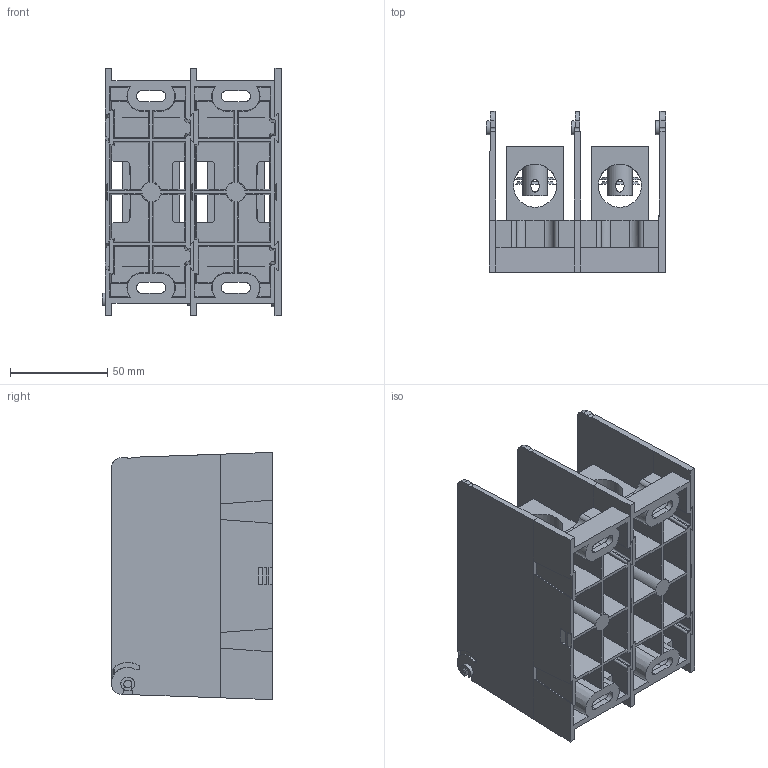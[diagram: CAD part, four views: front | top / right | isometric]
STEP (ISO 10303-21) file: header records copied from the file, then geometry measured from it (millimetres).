
FILE_DESCRIPTION (( 'STEP AP214' ), '1' );
FILE_NAME ('701973rev-2P.STEP', '2014-03-25T12:55:26', ( '' ), ( '' ), 'SwSTEP 2.0', 'SolidWorks 2013', '' );
FILE_SCHEMA (( 'AUTOMOTIVE_DESIGN' ));
Length unit declared in the file: inch
Products named in the file (1): 701973rev-2P
Bounding box: 92.16 x 82.55 x 127.01 mm (x, y, z)
Surface area: 128856.9 mm2 (no closed solid volume)
Topology: 0 solids, 13 shells, 401 faces, 1294 edges, 890 vertices
Faces by surface type: plane 283, cylinder 100, cone 18
Full cylindrical faces by diameter (mm): 4.064 x1, 7.112 x1, 12.7 x2, 22.225 x4
Entity records: 19702 total; most frequent: CARTESIAN_POINT 3674, ORIENTED_EDGE 2162, DIRECTION 2070, EDGE_CURVE 1270, LINE 950, VECTOR 950, VERTEX_POINT 882, AXIS2_PLACEMENT_3D 560
